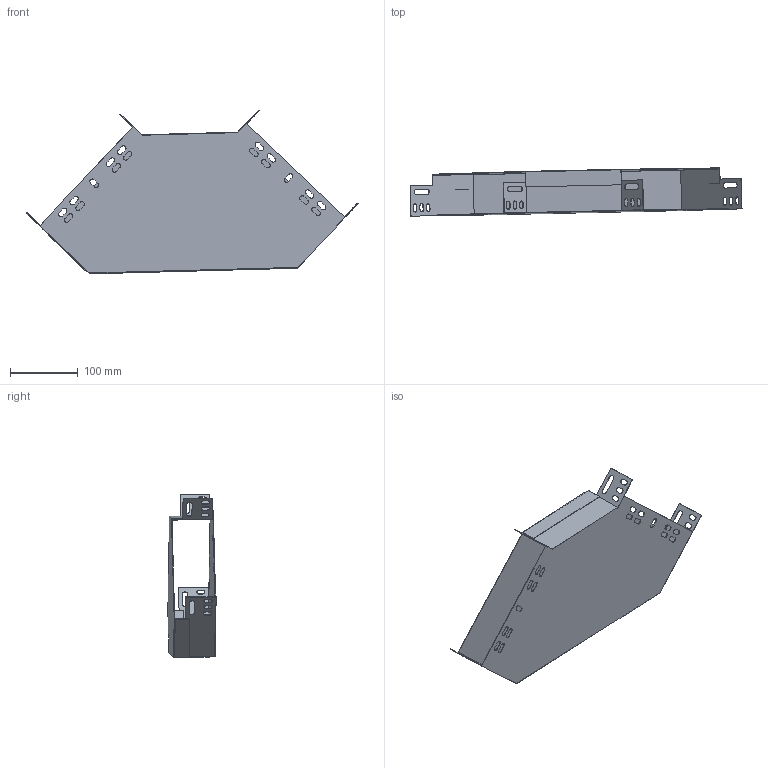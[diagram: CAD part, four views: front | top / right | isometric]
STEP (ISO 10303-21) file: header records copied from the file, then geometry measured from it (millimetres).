
FILE_DESCRIPTION (( 'STEP AP203' ), '1' );
FILE_NAME ('CLP1P-060-200-1 Ïîâîðîò íà 90 ãð. 60õ200 ìì..STEP', '2016-03-17T07:26:51', ( '' ), ( '' ), 'SwSTEP 2.0', 'SolidWorks 2014', '' );
FILE_SCHEMA (( 'CONFIG_CONTROL_DESIGN' ));
Length unit declared in the file: millimetre
Products named in the file (1): CLP1P-060-200-1 Ïîâîðîò íà 90 ãð. 60õ200 ìì.
Bounding box: 491.19 x 71.44 x 242.36 mm (x, y, z)
Volume: 148639.3 mm3; surface area: 376965.5 mm2
Topology: 2 solids, 2 shells, 186 faces, 542 edges, 360 vertices
Faces by surface type: plane 118, cylinder 68
Entity records: 6361 total; most frequent: CARTESIAN_POINT 1089, ORIENTED_EDGE 1084, DIRECTION 1052, EDGE_CURVE 542, LINE 406, VECTOR 406, VERTEX_POINT 360, AXIS2_PLACEMENT_3D 323
